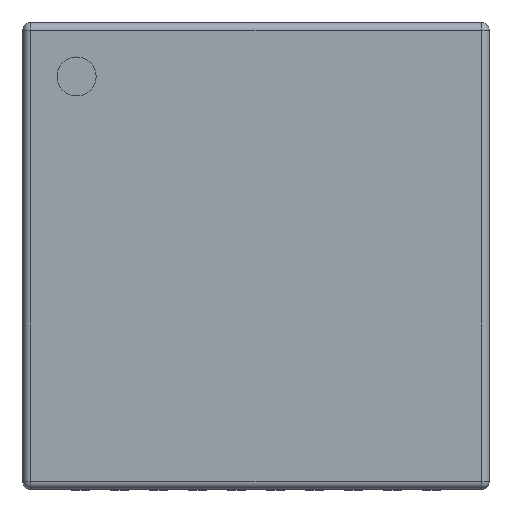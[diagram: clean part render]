
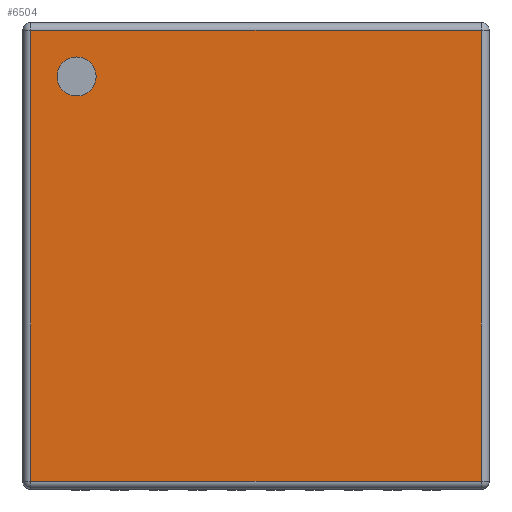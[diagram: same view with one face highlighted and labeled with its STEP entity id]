
A CAD part, top view. The second image highlights one B-rep face of the part: STEP entity #6504.
In plain terms, the highlighted planar face has unit normal (0, 0, 1).
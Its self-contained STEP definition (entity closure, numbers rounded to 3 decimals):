
#13=DIRECTION('',(0.,0.,1.));
#79=DIRECTION('',(0.,-1.,0.));
#165=VECTOR('',#166,1.);
#166=DIRECTION('',(1.,0.,0.));
#173=VECTOR('',#79,1.);
#383=VECTOR('',#384,1.);
#384=DIRECTION('',(-1.,0.,0.));
#1513=DIRECTION('',(0.,0.,-1.));
#5019=VERTEX_POINT('',#5020);
#5020=CARTESIAN_POINT('',(-2.89,2.89,1.));
#5023=ORIENTED_EDGE('',*,*,#5024,.T.);
#5024=EDGE_CURVE('',#5019,#5025,#5027,.T.);
#5025=VERTEX_POINT('',#5026);
#5026=CARTESIAN_POINT('',(-2.89,-2.89,1.));
#5027=LINE('',#5028,#173);
#5028=CARTESIAN_POINT('',(-2.89,2.99,1.));
#6504=ADVANCED_FACE('',(#6505,#6521),#6530,.T.);
#6505=FACE_BOUND('',#6506,.T.);
#6506=EDGE_LOOP('',(#5023,#6507,#6512,#6518));
#6507=ORIENTED_EDGE('',*,*,#6508,.T.);
#6508=EDGE_CURVE('',#5025,#6509,#6511,.T.);
#6509=VERTEX_POINT('',#6510);
#6510=CARTESIAN_POINT('',(2.89,-2.89,1.));
#6511=LINE('',#5026,#165);
#6512=ORIENTED_EDGE('',*,*,#6513,.F.);
#6513=EDGE_CURVE('',#6514,#6509,#6516,.T.);
#6514=VERTEX_POINT('',#6515);
#6515=CARTESIAN_POINT('',(2.89,2.89,1.));
#6516=LINE('',#6517,#173);
#6517=CARTESIAN_POINT('',(2.89,2.99,1.));
#6518=ORIENTED_EDGE('',*,*,#6519,.T.);
#6519=EDGE_CURVE('',#6514,#5019,#6520,.T.);
#6520=LINE('',#6515,#383);
#6521=FACE_BOUND('',#6522,.T.);
#6522=EDGE_LOOP('',(#6523));
#6523=ORIENTED_EDGE('',*,*,#6524,.T.);
#6524=EDGE_CURVE('',#6525,#6525,#6527,.T.);
#6525=VERTEX_POINT('',#6526);
#6526=CARTESIAN_POINT('',(-2.3,2.05,1.));
#6527=CIRCLE('',#6528,0.25);
#6528=AXIS2_PLACEMENT_3D('',#6529,#1513,#79);
#6529=CARTESIAN_POINT('',(-2.3,2.3,1.));
#6530=PLANE('',#6531);
#6531=AXIS2_PLACEMENT_3D('',#6532,#13,#79);
#6532=CARTESIAN_POINT('',(-2.99,2.99,1.));
